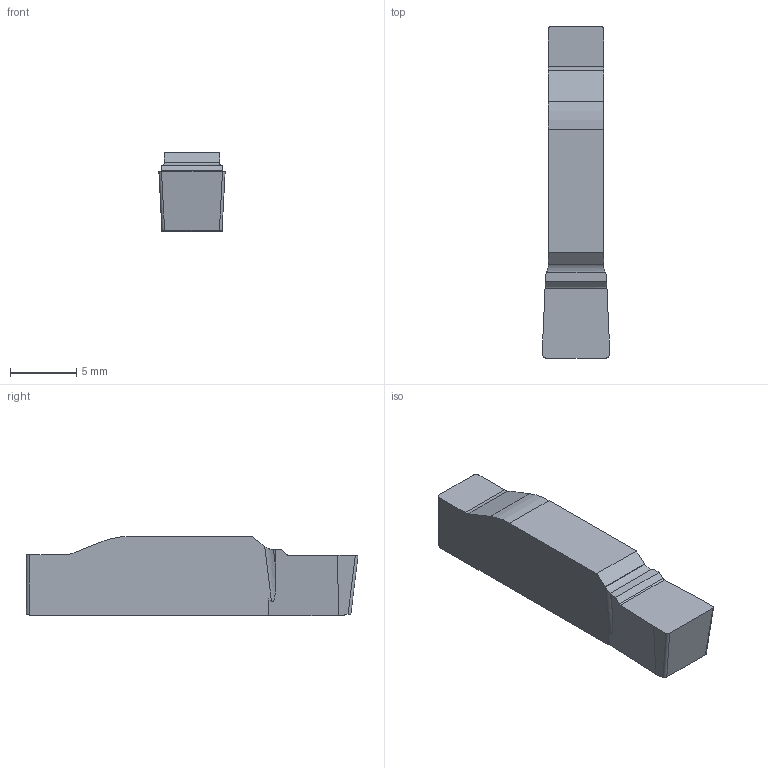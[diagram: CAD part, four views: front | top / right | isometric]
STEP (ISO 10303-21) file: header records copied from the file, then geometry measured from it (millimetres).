
FILE_DESCRIPTION(/* description */ (''),/* implementation_level */ '2;1');
FILE_NAME(/* name */ 'AAA343065_C.STP',/* time_stamp */ '2023-04-11T13:38:17+02:00',/* author */ (''),/* organization */ ('SMS'),/* preprocessor_version */ 'ST-DEVELOPER v16.7',/* originating_system */ 'SIEMENS PLM Software NX 12.0',/* authorisation */ '');
FILE_SCHEMA (('AUTOMOTIVE_DESIGN { 1 0 10303 214 3 1 1 1 }'));
Length unit declared in the file: millimetre
Products named in the file (1): AAA343065_C
Bounding box: 5 x 25.05 x 5.97 mm (x, y, z)
Volume: 563.2 mm3; surface area: 518 mm2
Topology: 1 solids, 1 shells, 35 faces, 98 edges, 67 vertices
Faces by surface type: plane 22, cylinder 7, extrusion 6
Entity records: 1401 total; most frequent: CARTESIAN_POINT 457, ORIENTED_EDGE 194, DIRECTION 166, EDGE_CURVE 97, VECTOR 72, LINE 66, VERTEX_POINT 64, AXIS2_PLACEMENT_3D 47
